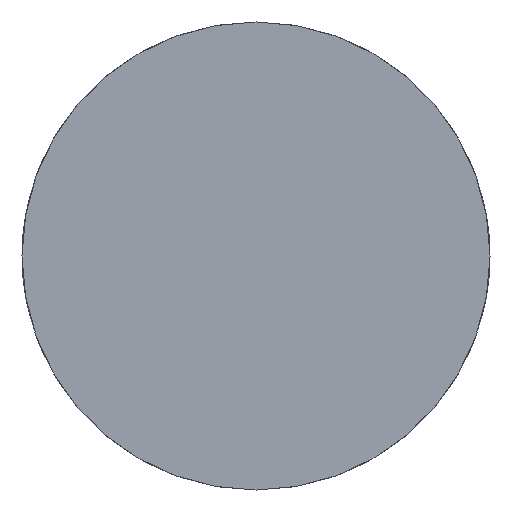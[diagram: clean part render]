
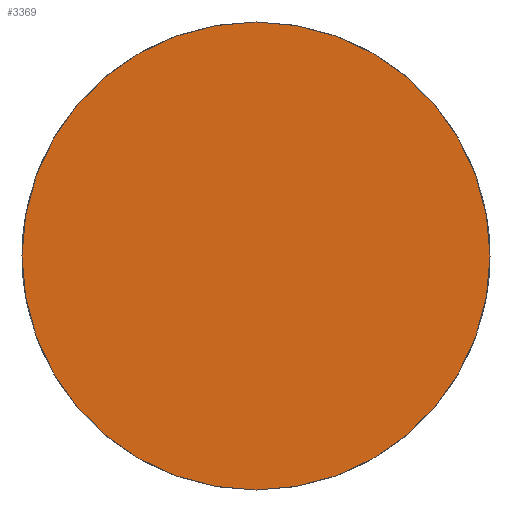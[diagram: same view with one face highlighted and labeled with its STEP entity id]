
A CAD part, front view. The second image highlights one B-rep face of the part: STEP entity #3369.
In plain terms, the highlighted planar face has unit normal (0, -1, 0).
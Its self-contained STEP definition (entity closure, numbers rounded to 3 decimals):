
#270 = DIRECTION ( 'NONE',  ( 0., -1., 0. ) ) ;
#917 = EDGE_CURVE ( 'NONE', #2346, #3971, #1607, .T. ) ;
#1379 = CIRCLE ( 'NONE', #1616, 40. ) ;
#1411 = EDGE_CURVE ( 'NONE', #3971, #2346, #1379, .T. ) ;
#1607 = CIRCLE ( 'NONE', #5753, 40. ) ;
#1616 = AXIS2_PLACEMENT_3D ( 'NONE', #2558, #3609, #4209 ) ;
#1813 = EDGE_LOOP ( 'NONE', ( #6741, #4492 ) ) ;
#1863 = DIRECTION ( 'NONE',  ( 1., 0., 0. ) ) ;
#2346 = VERTEX_POINT ( 'NONE', #2873 ) ;
#2436 = PLANE ( 'NONE',  #6734 ) ;
#2558 = CARTESIAN_POINT ( 'NONE',  ( 0., 0., 0. ) ) ;
#2873 = CARTESIAN_POINT ( 'NONE',  ( 0., 0., -40. ) ) ;
#2990 = DIRECTION ( 'NONE',  ( 0., -1., 0. ) ) ;
#3369 = ADVANCED_FACE ( 'NONE', ( #3607 ), #2436, .T. ) ;
#3393 = CARTESIAN_POINT ( 'NONE',  ( 0., 0., 40. ) ) ;
#3607 = FACE_OUTER_BOUND ( 'NONE', #1813, .T. ) ;
#3609 = DIRECTION ( 'NONE',  ( 0., -1., 0. ) ) ;
#3646 = CARTESIAN_POINT ( 'NONE',  ( -41.6, 0., -41.614 ) ) ;
#3770 = DIRECTION ( 'NONE',  ( 0., 0., -1. ) ) ;
#3971 = VERTEX_POINT ( 'NONE', #3393 ) ;
#4209 = DIRECTION ( 'NONE',  ( 0., 0., -1. ) ) ;
#4492 = ORIENTED_EDGE ( 'NONE', *, *, #1411, .T. ) ;
#5753 = AXIS2_PLACEMENT_3D ( 'NONE', #5919, #270, #3770 ) ;
#5919 = CARTESIAN_POINT ( 'NONE',  ( 0., 0., 0. ) ) ;
#6734 = AXIS2_PLACEMENT_3D ( 'NONE', #3646, #2990, #1863 ) ;
#6741 = ORIENTED_EDGE ( 'NONE', *, *, #917, .T. ) ;
